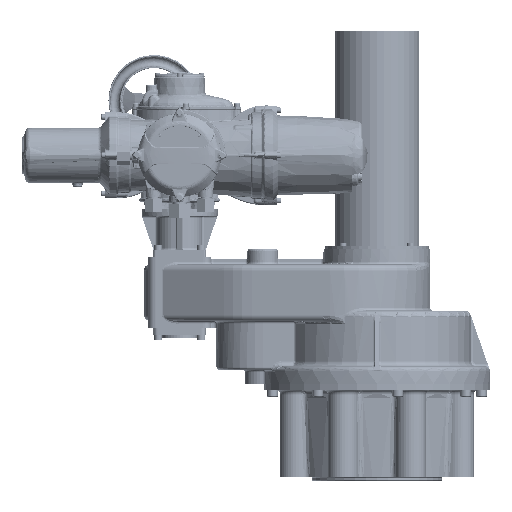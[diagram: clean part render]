
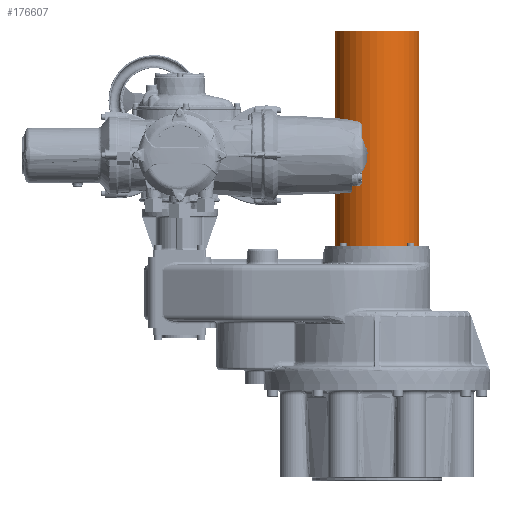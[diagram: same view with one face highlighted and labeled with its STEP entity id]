
A CAD part, front view. The second image highlights one B-rep face of the part: STEP entity #176607.
In plain terms, the highlighted cylindrical face has radius 97.25 mm (diameter 194.5 mm), a full revolution.
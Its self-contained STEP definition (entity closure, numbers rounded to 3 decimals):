
#12970=CYLINDRICAL_SURFACE('',#185276,97.25);
#25625=ORIENTED_EDGE('',*,*,#62782,.F.);
#25626=ORIENTED_EDGE('',*,*,#62781,.T.);
#62781=EDGE_CURVE('',#81503,#81503,#93199,.F.);
#62782=EDGE_CURVE('',#81504,#81504,#93200,.T.);
#81503=VERTEX_POINT('',#229957);
#81504=VERTEX_POINT('',#229961);
#93199=CIRCLE('',#185274,97.25);
#93200=CIRCLE('',#185277,97.25);
#99703=EDGE_LOOP('',(#25625));
#99704=EDGE_LOOP('',(#25626));
#108886=FACE_BOUND('',#99703,.T.);
#108887=FACE_BOUND('',#99704,.T.);
#176607=ADVANCED_FACE('',(#108886,#108887),#12970,.T.);
#185274=AXIS2_PLACEMENT_3D('',#229956,#198642,#198643);
#185276=AXIS2_PLACEMENT_3D('',#229959,#198646,#198647);
#185277=AXIS2_PLACEMENT_3D('',#229960,#198648,#198649);
#198642=DIRECTION('',(0.,0.,-1.));
#198643=DIRECTION('',(-1.,0.,0.));
#198646=DIRECTION('',(0.,0.,-1.));
#198647=DIRECTION('',(-1.,0.,0.));
#198648=DIRECTION('',(0.,0.,1.));
#198649=DIRECTION('',(0.,1.,0.));
#229956=CARTESIAN_POINT('',(0.,0.,7.));
#229957=CARTESIAN_POINT('',(-97.25,0.,7.));
#229959=CARTESIAN_POINT('',(0.,0.,500.));
#229960=CARTESIAN_POINT('',(0.,0.,500.));
#229961=CARTESIAN_POINT('',(0.,97.25,500.));
